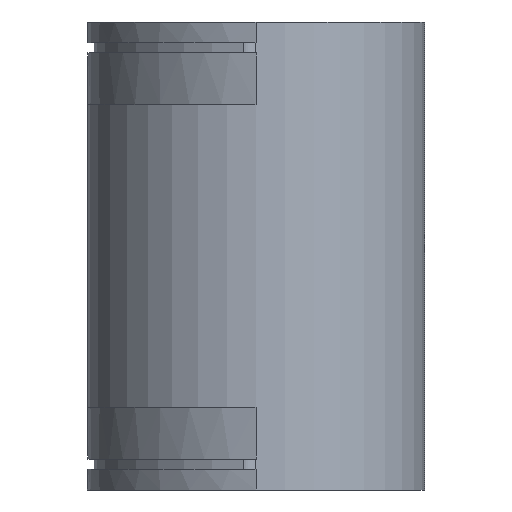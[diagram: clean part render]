
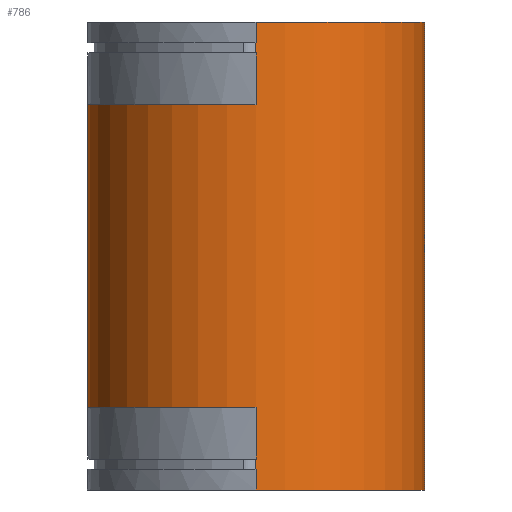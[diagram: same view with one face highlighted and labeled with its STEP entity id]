
A CAD part, front view. The second image highlights one B-rep face of the part: STEP entity #786.
In plain terms, the highlighted cylindrical face has radius 24.5 mm (diameter 49 mm), a partial arc.
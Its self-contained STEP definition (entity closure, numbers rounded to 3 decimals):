
#22 = ORIENTED_EDGE ( 'NONE', *, *, #34, .F. ) ;
#25 = DIRECTION ( 'NONE',  ( 1., 0., 0. ) ) ;
#33 = EDGE_LOOP ( 'NONE', ( #79, #380, #184, #822, #529, #828, #22, #150 ) ) ;
#34 = EDGE_CURVE ( 'NONE', #45, #253, #504, .T. ) ;
#38 = VERTEX_POINT ( 'NONE', #850 ) ;
#45 = VERTEX_POINT ( 'NONE', #309 ) ;
#49 = EDGE_CURVE ( 'NONE', #253, #156, #517, .T. ) ;
#61 = CARTESIAN_POINT ( 'NONE',  ( 24.5, 0., -34. ) ) ;
#78 = LINE ( 'NONE', #215, #498 ) ;
#79 = ORIENTED_EDGE ( 'NONE', *, *, #419, .F. ) ;
#81 = DIRECTION ( 'NONE',  ( 1., 0., 0. ) ) ;
#82 = CARTESIAN_POINT ( 'NONE',  ( 0., -24.5, 34. ) ) ;
#87 = DIRECTION ( 'NONE',  ( 0., 0., 1. ) ) ;
#115 = EDGE_CURVE ( 'NONE', #685, #156, #523, .T. ) ;
#120 = CIRCLE ( 'NONE', #207, 24.5 ) ;
#150 = ORIENTED_EDGE ( 'NONE', *, *, #268, .F. ) ;
#156 = VERTEX_POINT ( 'NONE', #451 ) ;
#168 = AXIS2_PLACEMENT_3D ( 'NONE', #439, #740, #735 ) ;
#180 = CARTESIAN_POINT ( 'NONE',  ( 0., -24.5, -34. ) ) ;
#184 = ORIENTED_EDGE ( 'NONE', *, *, #310, .F. ) ;
#186 = EDGE_CURVE ( 'NONE', #800, #38, #657, .T. ) ;
#205 = DIRECTION ( 'NONE',  ( 1., 0., 0. ) ) ;
#207 = AXIS2_PLACEMENT_3D ( 'NONE', #559, #409, #25 ) ;
#215 = CARTESIAN_POINT ( 'NONE',  ( 0., -24.5, -34. ) ) ;
#236 = DIRECTION ( 'NONE',  ( 0., 0., 1. ) ) ;
#253 = VERTEX_POINT ( 'NONE', #82 ) ;
#268 = EDGE_CURVE ( 'NONE', #612, #45, #120, .T. ) ;
#273 = AXIS2_PLACEMENT_3D ( 'NONE', #795, #453, #205 ) ;
#302 = CARTESIAN_POINT ( 'NONE',  ( 0., 0., -34. ) ) ;
#309 = CARTESIAN_POINT ( 'NONE',  ( 0., -24.5, 22. ) ) ;
#310 = EDGE_CURVE ( 'NONE', #452, #38, #78, .T. ) ;
#331 = DIRECTION ( 'NONE',  ( 0., 0., 1. ) ) ;
#354 = CARTESIAN_POINT ( 'NONE',  ( 0., -24.5, -34. ) ) ;
#365 = LINE ( 'NONE', #843, #508 ) ;
#371 = DIRECTION ( 'NONE',  ( 0., 0., 1. ) ) ;
#380 = ORIENTED_EDGE ( 'NONE', *, *, #186, .T. ) ;
#409 = DIRECTION ( 'NONE',  ( 0., 0., 1. ) ) ;
#419 = EDGE_CURVE ( 'NONE', #800, #612, #365, .T. ) ;
#439 = CARTESIAN_POINT ( 'NONE',  ( 0., 0., 34. ) ) ;
#451 = CARTESIAN_POINT ( 'NONE',  ( 24.5, 0., 34. ) ) ;
#452 = VERTEX_POINT ( 'NONE', #354 ) ;
#453 = DIRECTION ( 'NONE',  ( 0., 0., 1. ) ) ;
#498 = VECTOR ( 'NONE', #611, 1000. ) ;
#504 = LINE ( 'NONE', #180, #659 ) ;
#508 = VECTOR ( 'NONE', #371, 1000. ) ;
#511 = AXIS2_PLACEMENT_3D ( 'NONE', #302, #236, #81 ) ;
#517 = CIRCLE ( 'NONE', #168, 24.5 ) ;
#523 = LINE ( 'NONE', #61, #588 ) ;
#529 = ORIENTED_EDGE ( 'NONE', *, *, #115, .T. ) ;
#559 = CARTESIAN_POINT ( 'NONE',  ( 0., 0., 22. ) ) ;
#570 = FACE_OUTER_BOUND ( 'NONE', #33, .T. ) ;
#588 = VECTOR ( 'NONE', #331, 1000. ) ;
#607 = CARTESIAN_POINT ( 'NONE',  ( 24.5, 0., -34. ) ) ;
#611 = DIRECTION ( 'NONE',  ( 0., 0., 1. ) ) ;
#612 = VERTEX_POINT ( 'NONE', #648 ) ;
#621 = DIRECTION ( 'NONE',  ( 1., 0., 0. ) ) ;
#640 = CARTESIAN_POINT ( 'NONE',  ( -24.5, 0., -22. ) ) ;
#648 = CARTESIAN_POINT ( 'NONE',  ( -24.5, 0., 22. ) ) ;
#657 = CIRCLE ( 'NONE', #273, 24.5 ) ;
#659 = VECTOR ( 'NONE', #772, 1000. ) ;
#685 = VERTEX_POINT ( 'NONE', #607 ) ;
#688 = CARTESIAN_POINT ( 'NONE',  ( 0., 0., -34. ) ) ;
#734 = CIRCLE ( 'NONE', #511, 24.5 ) ;
#735 = DIRECTION ( 'NONE',  ( 1., 0., 0. ) ) ;
#740 = DIRECTION ( 'NONE',  ( 0., 0., 1. ) ) ;
#769 = CYLINDRICAL_SURFACE ( 'NONE', #778, 24.5 ) ;
#772 = DIRECTION ( 'NONE',  ( 0., 0., 1. ) ) ;
#778 = AXIS2_PLACEMENT_3D ( 'NONE', #688, #87, #621 ) ;
#779 = EDGE_CURVE ( 'NONE', #452, #685, #734, .T. ) ;
#786 = ADVANCED_FACE ( 'NONE', ( #570 ), #769, .T. ) ;
#795 = CARTESIAN_POINT ( 'NONE',  ( 0., 0., -22. ) ) ;
#800 = VERTEX_POINT ( 'NONE', #640 ) ;
#822 = ORIENTED_EDGE ( 'NONE', *, *, #779, .T. ) ;
#828 = ORIENTED_EDGE ( 'NONE', *, *, #49, .F. ) ;
#843 = CARTESIAN_POINT ( 'NONE',  ( -24.5, 0., -34. ) ) ;
#850 = CARTESIAN_POINT ( 'NONE',  ( 0., -24.5, -22. ) ) ;
